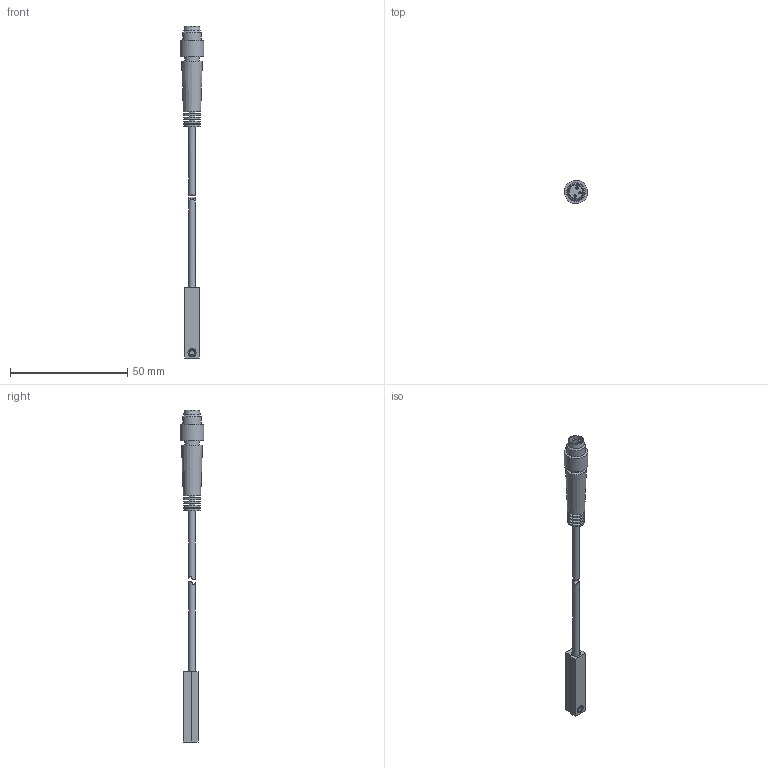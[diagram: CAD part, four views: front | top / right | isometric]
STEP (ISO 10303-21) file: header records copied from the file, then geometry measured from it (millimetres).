
FILE_DESCRIPTION((''),'2;1');
FILE_NAME('MR0701A4.stp','2010-11-08T21:39:48',('Administrator'),(''),'Autodesk Inventor 11','Autodesk Inventor 11','');
FILE_SCHEMA(('AUTOMOTIVE_DESIGN { 1 0 10303 214 1 1 1 1 }'));
Length unit declared in the file: millimetre
Products named in the file (1): MR0701A4
Bounding box: 10.09 x 10.09 x 141.65 mm (x, y, z)
Volume: 3485.5 mm3; surface area: 3111.1 mm2
Topology: 2 solids, 2 shells, 73 faces, 148 edges, 100 vertices
Faces by surface type: plane 37, cylinder 20, cone 13, sphere 3
Full cylindrical faces by diameter (mm): 1 x3, 2.8 x6, 3 x1, 3.4 x1, 5.8 x1, 6.4 x2, 8 x1, 10.1 x1
Entity records: 1876 total; most frequent: CARTESIAN_POINT 480, DIRECTION 288, ORIENTED_EDGE 218, EDGE_LOOP 126, AXIS2_PLACEMENT_3D 125, EDGE_CURVE 109, VERTEX_POINT 93, FACE_OUTER_BOUND 73
